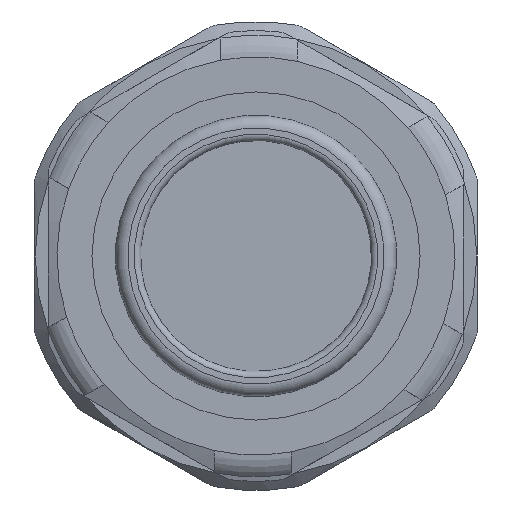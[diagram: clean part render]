
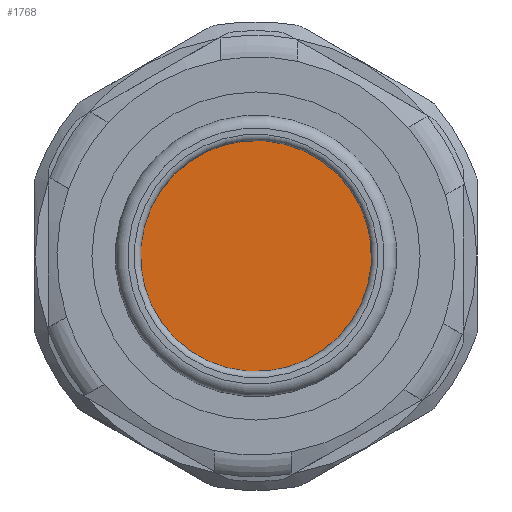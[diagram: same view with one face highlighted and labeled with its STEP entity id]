
A CAD part, front view. The second image highlights one B-rep face of the part: STEP entity #1768.
In plain terms, the highlighted planar face has unit normal (0, -1, 0).
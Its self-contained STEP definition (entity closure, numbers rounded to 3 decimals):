
#464=FACE_OUTER_BOUND('',#570,.T.);
#570=EDGE_LOOP('',(#1203));
#683=CIRCLE('',#1899,9.15);
#768=VERTEX_POINT('',#2559);
#937=EDGE_CURVE('',#768,#768,#683,.T.);
#1203=ORIENTED_EDGE('',*,*,#937,.F.);
#1735=PLANE('',#1898);
#1768=ADVANCED_FACE('',(#464),#1735,.F.);
#1898=AXIS2_PLACEMENT_3D('',#2558,#2093,#2094);
#1899=AXIS2_PLACEMENT_3D('',#2560,#2095,#2096);
#2093=DIRECTION('center_axis',(0.,1.,0.));
#2094=DIRECTION('ref_axis',(0.,0.,1.));
#2095=DIRECTION('center_axis',(0.,1.,0.));
#2096=DIRECTION('ref_axis',(-0.816,0.,-0.578));
#2558=CARTESIAN_POINT('Origin',(0.,-1.,0.));
#2559=CARTESIAN_POINT('',(5.293,-1.,-7.464));
#2560=CARTESIAN_POINT('Origin',(0.,-1.,0.));
